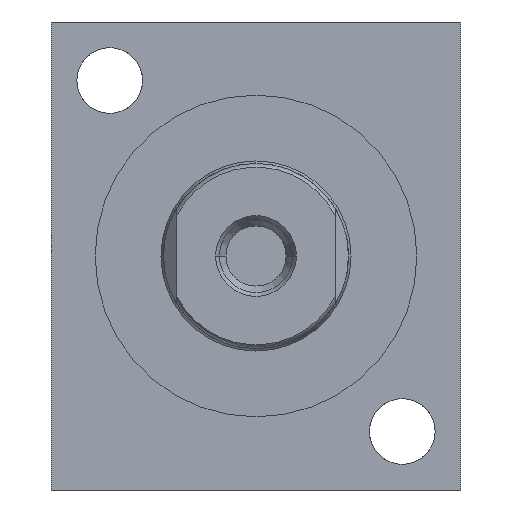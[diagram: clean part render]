
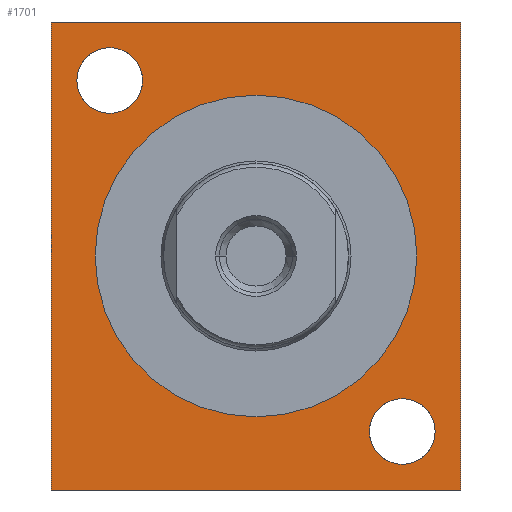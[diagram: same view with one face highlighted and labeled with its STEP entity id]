
A CAD part, left-side view. The second image highlights one B-rep face of the part: STEP entity #1701.
In plain terms, the highlighted planar face has unit normal (-1, 0, 0).
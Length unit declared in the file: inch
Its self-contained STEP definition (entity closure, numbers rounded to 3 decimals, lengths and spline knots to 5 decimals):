
#113=DIRECTION('',(0.,-1.,0.));
#114=VECTOR('',#113,1.75);
#115=CARTESIAN_POINT('',(0.,0.875,1.));
#116=LINE('',#115,#114);
#121=DIRECTION('',(0.,0.,-1.));
#122=VECTOR('',#121,2.);
#123=CARTESIAN_POINT('',(0.,-0.875,1.));
#124=LINE('',#123,#122);
#128=DIRECTION('',(0.,1.,0.));
#129=VECTOR('',#128,1.75);
#130=CARTESIAN_POINT('',(0.,-0.875,-1.));
#131=LINE('',#130,#129);
#135=DIRECTION('',(0.,0.,1.));
#136=VECTOR('',#135,2.);
#137=CARTESIAN_POINT('',(0.,0.875,-1.));
#138=LINE('',#137,#136);
#142=CARTESIAN_POINT('',(0.,0.625,0.75));
#143=DIRECTION('',(1.,0.,0.));
#144=DIRECTION('',(0.,1.,0.));
#145=AXIS2_PLACEMENT_3D('',#142,#143,#144);
#150=CARTESIAN_POINT('',(0.,0.625,0.75));
#151=DIRECTION('',(1.,0.,0.));
#152=DIRECTION('',(0.,-1.,0.));
#153=AXIS2_PLACEMENT_3D('',#150,#151,#152);
#158=CARTESIAN_POINT('',(0.,-0.625,-0.75));
#159=DIRECTION('',(1.,0.,0.));
#160=DIRECTION('',(0.,1.,0.));
#161=AXIS2_PLACEMENT_3D('',#158,#159,#160);
#166=CARTESIAN_POINT('',(0.,-0.625,-0.75));
#167=DIRECTION('',(1.,0.,0.));
#168=DIRECTION('',(0.,-1.,0.));
#169=AXIS2_PLACEMENT_3D('',#166,#167,#168);
#174=CARTESIAN_POINT('',(0.,0.,0.));
#175=DIRECTION('',(-1.,0.,0.));
#176=DIRECTION('',(0.,1.,0.));
#177=AXIS2_PLACEMENT_3D('',#174,#175,#176);
#182=CARTESIAN_POINT('',(0.,0.,0.));
#183=DIRECTION('',(-1.,0.,0.));
#184=DIRECTION('',(0.,-1.,0.));
#185=AXIS2_PLACEMENT_3D('',#182,#183,#184);
#1478=CARTESIAN_POINT('',(0.,0.875,1.));
#1479=CARTESIAN_POINT('',(0.,-0.875,1.));
#1480=VERTEX_POINT('',#1478);
#1481=VERTEX_POINT('',#1479);
#1482=CARTESIAN_POINT('',(0.,-0.875,-1.));
#1483=VERTEX_POINT('',#1482);
#1484=CARTESIAN_POINT('',(0.,0.875,-1.));
#1485=VERTEX_POINT('',#1484);
#1494=CARTESIAN_POINT('',(0.,0.7655,0.75));
#1495=CARTESIAN_POINT('',(0.,0.4845,0.75));
#1496=VERTEX_POINT('',#1494);
#1497=VERTEX_POINT('',#1495);
#1602=CARTESIAN_POINT('',(0.,-0.4845,-0.75));
#1603=CARTESIAN_POINT('',(0.,-0.7655,-0.75));
#1604=VERTEX_POINT('',#1602);
#1605=VERTEX_POINT('',#1603);
#1614=CARTESIAN_POINT('',(0.,0.6875,0.));
#1615=CARTESIAN_POINT('',(0.,-0.6875,0.));
#1616=VERTEX_POINT('',#1614);
#1617=VERTEX_POINT('',#1615);
#1668=CARTESIAN_POINT('',(0.,0.,0.));
#1669=DIRECTION('',(1.,0.,0.));
#1670=DIRECTION('',(0.,0.,-1.));
#1671=AXIS2_PLACEMENT_3D('',#1668,#1669,#1670);
#1672=PLANE('',#1671);
#1674=ORIENTED_EDGE('',*,*,#1673,.T.);
#1676=ORIENTED_EDGE('',*,*,#1675,.T.);
#1678=ORIENTED_EDGE('',*,*,#1677,.T.);
#1680=ORIENTED_EDGE('',*,*,#1679,.T.);
#1681=EDGE_LOOP('',(#1674,#1676,#1678,#1680));
#1682=FACE_OUTER_BOUND('',#1681,.F.);
#1684=ORIENTED_EDGE('',*,*,#1683,.F.);
#1686=ORIENTED_EDGE('',*,*,#1685,.F.);
#1687=EDGE_LOOP('',(#1684,#1686));
#1688=FACE_BOUND('',#1687,.F.);
#1690=ORIENTED_EDGE('',*,*,#1689,.F.);
#1692=ORIENTED_EDGE('',*,*,#1691,.F.);
#1693=EDGE_LOOP('',(#1690,#1692));
#1694=FACE_BOUND('',#1693,.F.);
#1696=ORIENTED_EDGE('',*,*,#1695,.T.);
#1698=ORIENTED_EDGE('',*,*,#1697,.T.);
#1699=EDGE_LOOP('',(#1696,#1698));
#1700=FACE_BOUND('',#1699,.F.);
#1701=ADVANCED_FACE('',(#1682,#1688,#1694,#1700),#1672,.F.);
#146=CIRCLE('',#145,0.1405);
#154=CIRCLE('',#153,0.1405);
#162=CIRCLE('',#161,0.1405);
#170=CIRCLE('',#169,0.1405);
#178=CIRCLE('',#177,0.6875);
#186=CIRCLE('',#185,0.6875);
#1673=EDGE_CURVE('',#1480,#1481,#116,.T.);
#1675=EDGE_CURVE('',#1481,#1483,#124,.T.);
#1677=EDGE_CURVE('',#1483,#1485,#131,.T.);
#1679=EDGE_CURVE('',#1485,#1480,#138,.T.);
#1683=EDGE_CURVE('',#1496,#1497,#146,.T.);
#1685=EDGE_CURVE('',#1497,#1496,#154,.T.);
#1689=EDGE_CURVE('',#1604,#1605,#162,.T.);
#1691=EDGE_CURVE('',#1605,#1604,#170,.T.);
#1695=EDGE_CURVE('',#1616,#1617,#178,.T.);
#1697=EDGE_CURVE('',#1617,#1616,#186,.T.);
